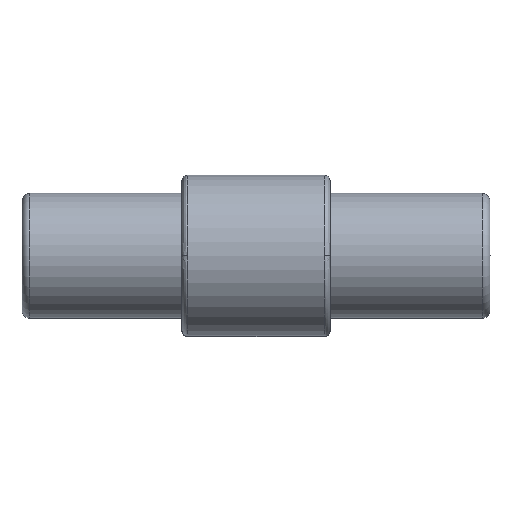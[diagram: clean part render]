
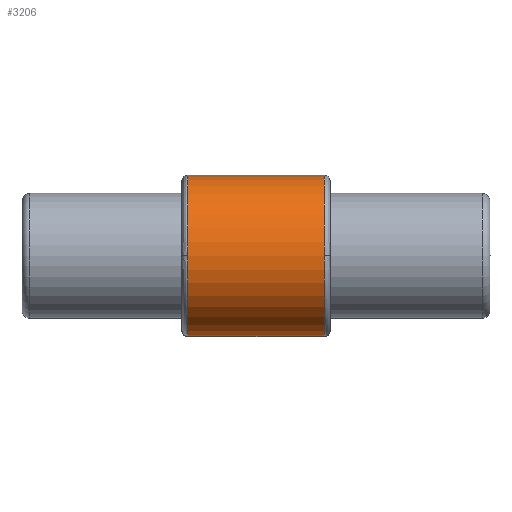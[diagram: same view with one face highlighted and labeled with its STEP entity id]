
A CAD part, top view. The second image highlights one B-rep face of the part: STEP entity #3206.
In plain terms, the highlighted cylindrical face has radius 10.312 mm (diameter 20.625 mm), a partial arc.
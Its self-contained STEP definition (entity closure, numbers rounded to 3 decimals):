
#371=CYLINDRICAL_SURFACE('',#3523,10.312);
#409=FACE_OUTER_BOUND('',#597,.T.);
#597=EDGE_LOOP('',(#2154,#2155,#2156,#2157,#2158,#2159,#2160,#2161));
#809=LINE('',#4916,#1024);
#810=LINE('',#4922,#1025);
#811=LINE('',#4924,#1026);
#812=LINE('',#4929,#1027);
#1024=VECTOR('',#3851,10.);
#1025=VECTOR('',#3856,10.);
#1026=VECTOR('',#3857,10.);
#1027=VECTOR('',#3862,10.);
#1231=CIRCLE('',#3524,10.312);
#1232=CIRCLE('',#3525,10.312);
#1233=CIRCLE('',#3526,10.312);
#1234=CIRCLE('',#3527,10.312);
#1366=VERTEX_POINT('',#4914);
#1367=VERTEX_POINT('',#4915);
#1368=VERTEX_POINT('',#4917);
#1369=VERTEX_POINT('',#4919);
#1370=VERTEX_POINT('',#4921);
#1371=VERTEX_POINT('',#4923);
#1372=VERTEX_POINT('',#4925);
#1373=VERTEX_POINT('',#4927);
#1672=EDGE_CURVE('',#1366,#1367,#809,.T.);
#1673=EDGE_CURVE('',#1368,#1367,#1231,.T.);
#1674=EDGE_CURVE('',#1368,#1369,#1232,.T.);
#1675=EDGE_CURVE('',#1370,#1369,#810,.T.);
#1676=EDGE_CURVE('',#1370,#1371,#811,.T.);
#1677=EDGE_CURVE('',#1372,#1371,#1233,.T.);
#1678=EDGE_CURVE('',#1372,#1373,#1234,.T.);
#1679=EDGE_CURVE('',#1366,#1373,#812,.T.);
#2154=ORIENTED_EDGE('',*,*,#1672,.T.);
#2155=ORIENTED_EDGE('',*,*,#1673,.F.);
#2156=ORIENTED_EDGE('',*,*,#1674,.T.);
#2157=ORIENTED_EDGE('',*,*,#1675,.F.);
#2158=ORIENTED_EDGE('',*,*,#1676,.T.);
#2159=ORIENTED_EDGE('',*,*,#1677,.F.);
#2160=ORIENTED_EDGE('',*,*,#1678,.T.);
#2161=ORIENTED_EDGE('',*,*,#1679,.F.);
#3206=ADVANCED_FACE('',(#409),#371,.T.);
#3523=AXIS2_PLACEMENT_3D('',#4913,#3849,#3850);
#3524=AXIS2_PLACEMENT_3D('',#4918,#3852,#3853);
#3525=AXIS2_PLACEMENT_3D('',#4920,#3854,#3855);
#3526=AXIS2_PLACEMENT_3D('',#4926,#3858,#3859);
#3527=AXIS2_PLACEMENT_3D('',#4928,#3860,#3861);
#3849=DIRECTION('center_axis',(1.,0.,0.));
#3850=DIRECTION('ref_axis',(0.,-1.,0.));
#3851=DIRECTION('',(1.,0.,0.));
#3852=DIRECTION('center_axis',(1.,0.,0.));
#3853=DIRECTION('ref_axis',(0.,-1.,0.));
#3854=DIRECTION('center_axis',(-1.,0.,0.));
#3855=DIRECTION('ref_axis',(0.,1.,0.));
#3856=DIRECTION('',(1.,0.,0.));
#3857=DIRECTION('',(-1.,0.,0.));
#3858=DIRECTION('center_axis',(-1.,0.,0.));
#3859=DIRECTION('ref_axis',(0.,1.,0.));
#3860=DIRECTION('center_axis',(1.,0.,0.));
#3861=DIRECTION('ref_axis',(0.,-1.,0.));
#3862=DIRECTION('',(-1.,0.,0.));
#4913=CARTESIAN_POINT('Origin',(13.779,-197.754,77.822));
#4914=CARTESIAN_POINT('',(13.779,-208.067,77.822));
#4915=CARTESIAN_POINT('',(22.529,-208.067,77.822));
#4916=CARTESIAN_POINT('',(13.779,-208.067,77.822));
#4917=CARTESIAN_POINT('',(22.529,-197.754,88.134));
#4918=CARTESIAN_POINT('Origin',(22.529,-197.754,77.822));
#4919=CARTESIAN_POINT('',(22.529,-187.442,77.822));
#4920=CARTESIAN_POINT('Origin',(22.529,-197.754,77.822));
#4921=CARTESIAN_POINT('',(13.779,-187.442,77.822));
#4922=CARTESIAN_POINT('',(13.779,-187.442,77.822));
#4923=CARTESIAN_POINT('',(5.029,-187.442,77.822));
#4924=CARTESIAN_POINT('',(13.779,-187.442,77.822));
#4925=CARTESIAN_POINT('',(5.029,-197.754,88.134));
#4926=CARTESIAN_POINT('Origin',(5.029,-197.754,77.822));
#4927=CARTESIAN_POINT('',(5.029,-208.067,77.822));
#4928=CARTESIAN_POINT('Origin',(5.029,-197.754,77.822));
#4929=CARTESIAN_POINT('',(13.779,-208.067,77.822));
